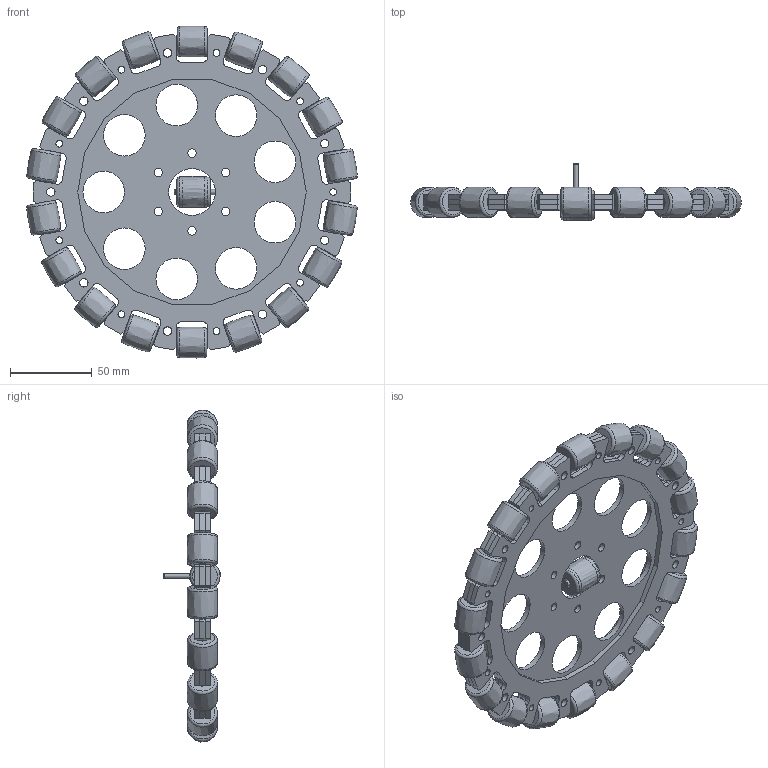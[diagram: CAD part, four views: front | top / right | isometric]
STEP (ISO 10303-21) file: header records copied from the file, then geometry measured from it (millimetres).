
FILE_DESCRIPTION( ( 'Unknown' ), '1' );
FILE_NAME( '8_alum_omni_asm.stp', 'Unknown', ( 'Unknown' ), ( 'Unknown' ), 'XStep 1.0', 'Unknown', ' ' );
FILE_SCHEMA( ( 'CONFIG_CONTROL_DESIGN' ) );
Length unit declared in the file: millimetre
Products named in the file (7): Assem1; 8_roller1; 8x750roller; 125x1000dowel; a42b_eyelet; 8trick_750_d02; 8trick_750_d01
Bounding box: 202.18 x 34.89 x 203.03 mm (x, y, z)
Volume: 290209.2 mm3; surface area: 202193 mm2
Topology: 84 solids, 84 shells, 1688 faces, 4526 edges, 3045 vertices
Faces by surface type: plane 1017, cylinder 531, torus 120, bspline 20
Full cylindrical faces by diameter (mm): 3.175 x20, 3.226 x39, 3.835 x20, 3.886 x39, 4.166 x27, 5.182 x75, 7.366 x39, 25.4 x18, 28.562 x2
Entity records: 17721 total; most frequent: CARTESIAN_POINT 3072, ORIENTED_EDGE 2944, DIRECTION 2910, EDGE_CURVE 1472, LINE 1134, VECTOR 1134, VERTEX_POINT 1022, AXIS2_PLACEMENT_3D 888
